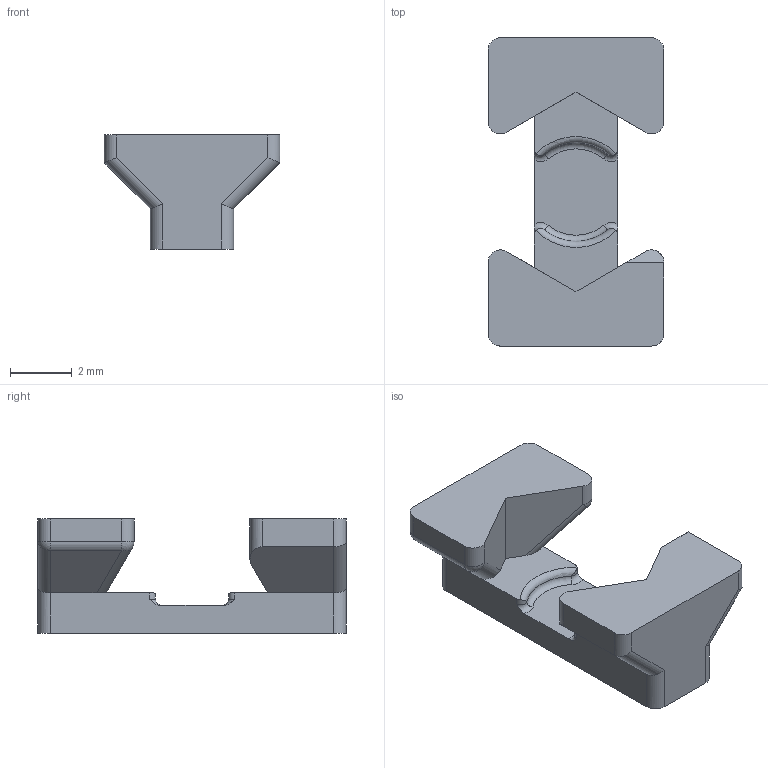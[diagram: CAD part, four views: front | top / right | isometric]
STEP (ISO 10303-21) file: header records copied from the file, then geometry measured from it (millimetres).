
FILE_DESCRIPTION(/* description */ (''),/* implementation_level */ '2;1');
FILE_NAME(/* name */ 'No_Drop_Nuts_x3.step',/* time_stamp */ '2025-12-31T11:16:05-05:00',/* author */ (''),/* organization */ (''),/* preprocessor_version */ 'ST-DEVELOPER v20.1',/* originating_system */ 'Autodesk Translation Framework v14.21.0.0',/* authorisation */ '');
FILE_SCHEMA (('AUTOMOTIVE_DESIGN { 1 0 10303 214 3 1 1 }'));
Length unit declared in the file: millimetre
Products named in the file (1): No_Drop_Nuts
Bounding box: 5.7 x 10 x 3.7 mm (x, y, z)
Volume: 87.4 mm3; surface area: 183.2 mm2
Topology: 1 solids, 1 shells, 59 faces, 149 edges, 88 vertices
Faces by surface type: cylinder 24, plane 23, torus 8, sphere 4
Entity records: 1829 total; most frequent: CARTESIAN_POINT 357, DIRECTION 313, ORIENTED_EDGE 290, EDGE_CURVE 145, AXIS2_PLACEMENT_3D 116, VERTEX_POINT 88, LINE 81, VECTOR 81
